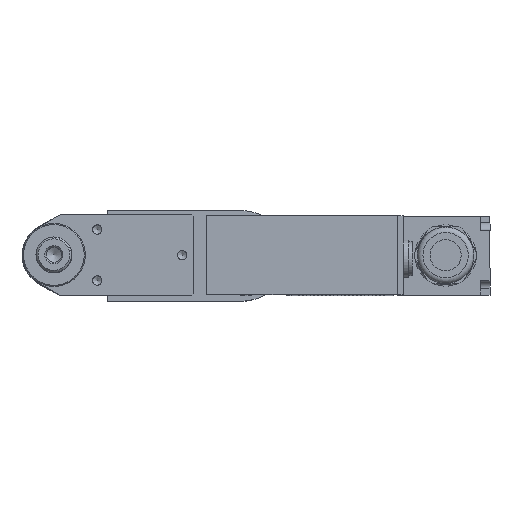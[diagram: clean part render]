
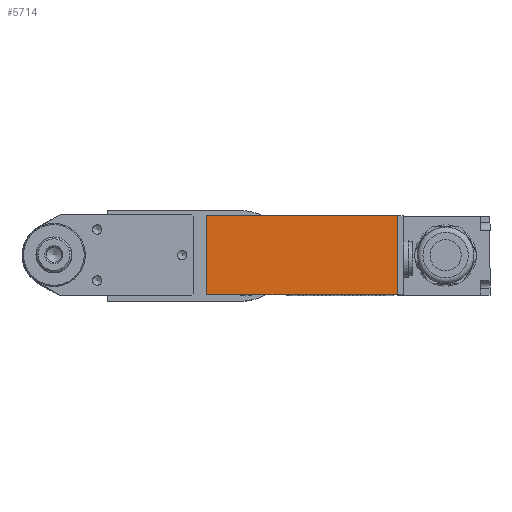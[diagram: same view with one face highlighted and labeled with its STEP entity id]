
A CAD part, top view. The second image highlights one B-rep face of the part: STEP entity #5714.
In plain terms, the highlighted planar face has unit normal (0, 0, 1).
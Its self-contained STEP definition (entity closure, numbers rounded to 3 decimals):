
#5263=CARTESIAN_POINT('',(-20.85,-70.6,364.5));
#5264=VERTEX_POINT('',#5263);
#5265=CARTESIAN_POINT('',(-20.85,30.4,364.5));
#5266=VERTEX_POINT('',#5265);
#5267=CARTESIAN_POINT('',(-20.85,-70.6,364.5));
#5268=DIRECTION('',(0.0,1.0,0.0));
#5269=VECTOR('',#5268,101.);
#5270=LINE('',#5267,#5269);
#5271=EDGE_CURVE('',#5264,#5266,#5270,.T.);
#5464=CARTESIAN_POINT('',(20.85,30.4,364.5));
#5465=VERTEX_POINT('',#5464);
#5466=CARTESIAN_POINT('',(-20.85,30.4,364.5));
#5467=DIRECTION('',(1.0,0.0,0.0));
#5468=VECTOR('',#5467,41.7);
#5469=LINE('',#5466,#5468);
#5470=EDGE_CURVE('',#5266,#5465,#5469,.T.);
#5495=CARTESIAN_POINT('',(20.85,-70.6,364.5));
#5496=VERTEX_POINT('',#5495);
#5497=CARTESIAN_POINT('',(20.85,30.4,364.5));
#5498=DIRECTION('',(0.0,-1.0,0.0));
#5499=VECTOR('',#5498,101.);
#5500=LINE('',#5497,#5499);
#5501=EDGE_CURVE('',#5465,#5496,#5500,.T.);
#5689=CARTESIAN_POINT('',(20.85,-70.6,364.5));
#5690=DIRECTION('',(-1.0,0.0,0.0));
#5691=VECTOR('',#5690,41.7);
#5692=LINE('',#5689,#5691);
#5693=EDGE_CURVE('',#5496,#5264,#5692,.T.);
#5703=CARTESIAN_POINT('',(0.0,-20.1,364.5));
#5704=DIRECTION('',(0.0,0.0,1.0));
#5705=DIRECTION('',(1.0,0.0,0.0));
#5706=AXIS2_PLACEMENT_3D('',#5703,#5704,#5705);
#5707=PLANE('',#5706);
#5708=ORIENTED_EDGE('',*,*,#5271,.F.);
#5709=ORIENTED_EDGE('',*,*,#5693,.F.);
#5710=ORIENTED_EDGE('',*,*,#5501,.F.);
#5711=ORIENTED_EDGE('',*,*,#5470,.F.);
#5712=EDGE_LOOP('',(#5708,#5709,#5710,#5711));
#5713=FACE_OUTER_BOUND('',#5712,.T.);
#5714=ADVANCED_FACE('',(#5713),#5707,.T.);
